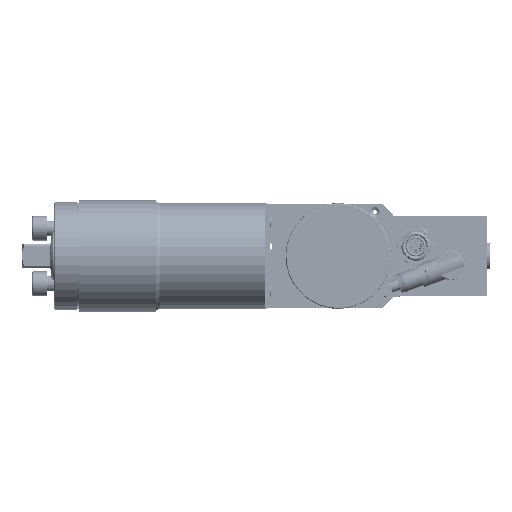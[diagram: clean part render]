
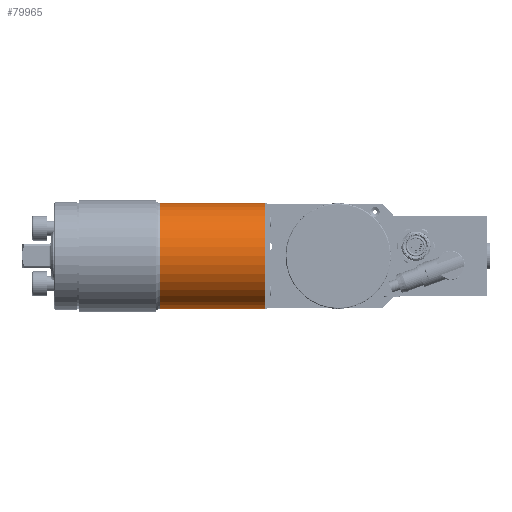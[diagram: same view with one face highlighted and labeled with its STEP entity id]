
A CAD part, left-side view. The second image highlights one B-rep face of the part: STEP entity #79965.
In plain terms, the highlighted cylindrical face has radius 27.5 mm (diameter 55 mm), a partial arc.
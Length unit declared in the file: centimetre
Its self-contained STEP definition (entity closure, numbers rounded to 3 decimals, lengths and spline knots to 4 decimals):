
#8902=FACE_OUTER_BOUND('',#13209,.T.);
#13209=EDGE_LOOP('',(#60016,#60017,#60018,#60019));
#18007=CIRCLE('',#85591,2.75);
#18008=CIRCLE('',#85592,2.75);
#23274=LINE('',#131901,#29596);
#23275=LINE('',#131904,#29597);
#29596=VECTOR('',#96865,5.4402);
#29597=VECTOR('',#96868,5.4402);
#36783=VERTEX_POINT('',#131897);
#36784=VERTEX_POINT('',#131898);
#36785=VERTEX_POINT('',#131900);
#36786=VERTEX_POINT('',#131902);
#45592=EDGE_CURVE('',#36783,#36784,#18007,.T.);
#45593=EDGE_CURVE('',#36785,#36784,#23274,.T.);
#45594=EDGE_CURVE('',#36786,#36785,#18008,.T.);
#45595=EDGE_CURVE('',#36786,#36783,#23275,.T.);
#60016=ORIENTED_EDGE('',*,*,#45592,.T.);
#60017=ORIENTED_EDGE('',*,*,#45593,.F.);
#60018=ORIENTED_EDGE('',*,*,#45594,.F.);
#60019=ORIENTED_EDGE('',*,*,#45595,.T.);
#78309=CYLINDRICAL_SURFACE('',#85590,2.75);
#79965=ADVANCED_FACE('',(#8902),#78309,.T.);
#85590=AXIS2_PLACEMENT_3D('',#131896,#96861,#96862);
#85591=AXIS2_PLACEMENT_3D('',#131899,#96863,#96864);
#85592=AXIS2_PLACEMENT_3D('',#131903,#96866,#96867);
#96861=DIRECTION('center_axis',(0.,-1.,0.));
#96862=DIRECTION('ref_axis',(-1.,0.,0.));
#96863=DIRECTION('center_axis',(0.,-1.,0.));
#96864=DIRECTION('ref_axis',(0.,0.,
1.));
#96865=DIRECTION('',(0.,1.,0.));
#96866=DIRECTION('center_axis',(0.,-1.,0.));
#96867=DIRECTION('ref_axis',(0.,0.,
1.));
#96868=DIRECTION('',(0.,1.,0.));
#131896=CARTESIAN_POINT('Origin',(-9.71,-3.,0.));
#131897=CARTESIAN_POINT('',(-9.71,2.5402,2.75));
#131898=CARTESIAN_POINT('',(-9.71,2.5402,-2.75));
#131899=CARTESIAN_POINT('Origin',(-9.71,2.5402,0.));
#131900=CARTESIAN_POINT('',(-9.71,-2.9,-2.75));
#131901=CARTESIAN_POINT('',(-9.71,-2.9,-2.75));
#131902=CARTESIAN_POINT('',(-9.71,-2.9,2.75));
#131903=CARTESIAN_POINT('Origin',(-9.71,-2.9,0.));
#131904=CARTESIAN_POINT('',(-9.71,-2.9,2.75));
